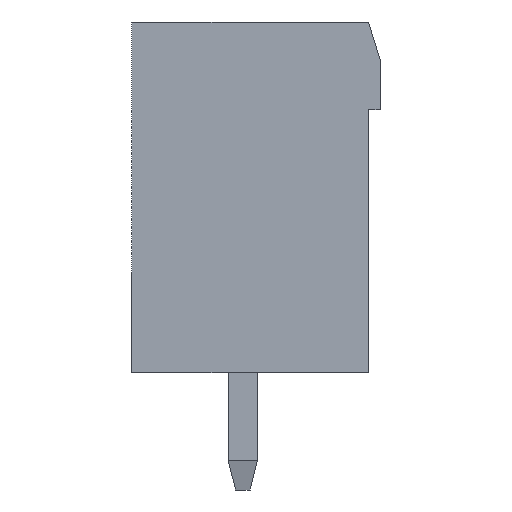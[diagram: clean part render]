
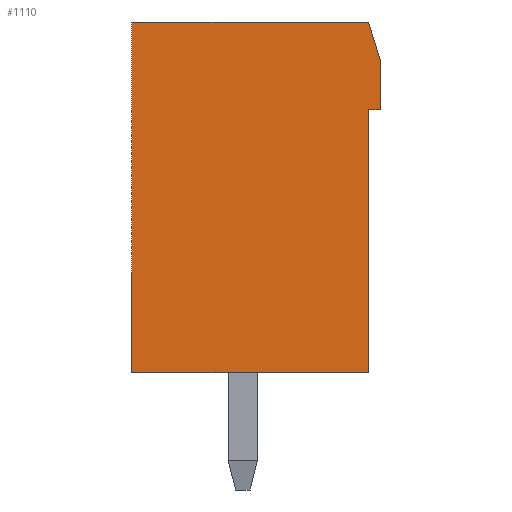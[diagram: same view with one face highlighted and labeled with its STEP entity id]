
A CAD part, left-side view. The second image highlights one B-rep face of the part: STEP entity #1110.
In plain terms, the highlighted planar face has unit normal (-1, 0, 0).
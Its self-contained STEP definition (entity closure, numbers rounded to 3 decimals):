
#1110 = ADVANCED_FACE( '', ( #2323 ), #2324, .T. );
#2323 = FACE_OUTER_BOUND( '', #3666, .T. );
#2324 = PLANE( '', #3667 );
#3666 = EDGE_LOOP( '', ( #6709, #6710, #6711, #6712, #6713, #6714, #6715 ) );
#3667 = AXIS2_PLACEMENT_3D( '', #6716, #6717, #6718 );
#6709 = ORIENTED_EDGE( '', *, *, #9597, .T. );
#6710 = ORIENTED_EDGE( '', *, *, #9330, .T. );
#6711 = ORIENTED_EDGE( '', *, *, #9598, .T. );
#6712 = ORIENTED_EDGE( '', *, *, #8813, .T. );
#6713 = ORIENTED_EDGE( '', *, *, #9599, .T. );
#6714 = ORIENTED_EDGE( '', *, *, #9550, .T. );
#6715 = ORIENTED_EDGE( '', *, *, #9497, .T. );
#6716 = CARTESIAN_POINT( '', ( -45.72, 0., 0. ) );
#6717 = DIRECTION( '', ( -1., 0., 0. ) );
#6718 = DIRECTION( '', ( 0., 0., 1. ) );
#8813 = EDGE_CURVE( '', #10849, #10847, #10850, .T. );
#9330 = EDGE_CURVE( '', #11636, #11634, #11637, .T. );
#9497 = EDGE_CURVE( '', #11859, #11860, #11861, .T. );
#9550 = EDGE_CURVE( '', #11928, #11859, #11929, .T. );
#9597 = EDGE_CURVE( '', #11860, #11636, #11989, .T. );
#9598 = EDGE_CURVE( '', #11634, #10849, #11990, .T. );
#9599 = EDGE_CURVE( '', #10847, #11928, #11991, .T. );
#10847 = VERTEX_POINT( '', #13678 );
#10849 = VERTEX_POINT( '', #13681 );
#10850 = LINE( '', #13682, #13683 );
#11634 = VERTEX_POINT( '', #14849 );
#11636 = VERTEX_POINT( '', #14852 );
#11637 = LINE( '', #14853, #14854 );
#11859 = VERTEX_POINT( '', #15182 );
#11860 = VERTEX_POINT( '', #15183 );
#11861 = LINE( '', #15184, #15185 );
#11928 = VERTEX_POINT( '', #15289 );
#11929 = LINE( '', #15290, #15291 );
#11989 = LINE( '', #15381, #15382 );
#11990 = LINE( '', #15383, #15384 );
#11991 = LINE( '', #15385, #15386 );
#13678 = CARTESIAN_POINT( '', ( -45.72, -4.05, -6. ) );
#13681 = CARTESIAN_POINT( '', ( -45.72, 4.05, -6. ) );
#13682 = CARTESIAN_POINT( '', ( -45.72, 4.05, -6. ) );
#13683 = VECTOR( '', #16435, 1000. );
#14849 = CARTESIAN_POINT( '', ( -45.72, 4.05, 6. ) );
#14852 = CARTESIAN_POINT( '', ( -45.72, -4.05, 6. ) );
#14853 = CARTESIAN_POINT( '', ( -45.72, -4.05, 6. ) );
#14854 = VECTOR( '', #16867, 1000. );
#15182 = CARTESIAN_POINT( '', ( -45.72, -4.45, 3. ) );
#15183 = CARTESIAN_POINT( '', ( -45.72, -4.45, 4.7 ) );
#15184 = CARTESIAN_POINT( '', ( -45.72, -4.45, 3. ) );
#15185 = VECTOR( '', #17013, 1000. );
#15289 = CARTESIAN_POINT( '', ( -45.72, -4.05, 3. ) );
#15290 = CARTESIAN_POINT( '', ( -45.72, -4.05, 3. ) );
#15291 = VECTOR( '', #17057, 1000. );
#15381 = CARTESIAN_POINT( '', ( -45.72, -4.45, 4.7 ) );
#15382 = VECTOR( '', #17094, 1000. );
#15383 = CARTESIAN_POINT( '', ( -45.72, 4.05, 6. ) );
#15384 = VECTOR( '', #17095, 1000. );
#15385 = CARTESIAN_POINT( '', ( -45.72, -4.05, -6. ) );
#15386 = VECTOR( '', #17096, 1000. );
#16435 = DIRECTION( '', ( 0., -1., 0. ) );
#16867 = DIRECTION( '', ( 0., 1., 0. ) );
#17013 = DIRECTION( '', ( 0., 0., 1. ) );
#17057 = DIRECTION( '', ( 0., -1., 0. ) );
#17094 = DIRECTION( '', ( 0., 0.294, 0.956 ) );
#17095 = DIRECTION( '', ( 0., 0., -1. ) );
#17096 = DIRECTION( '', ( 0., 0., 1. ) );
